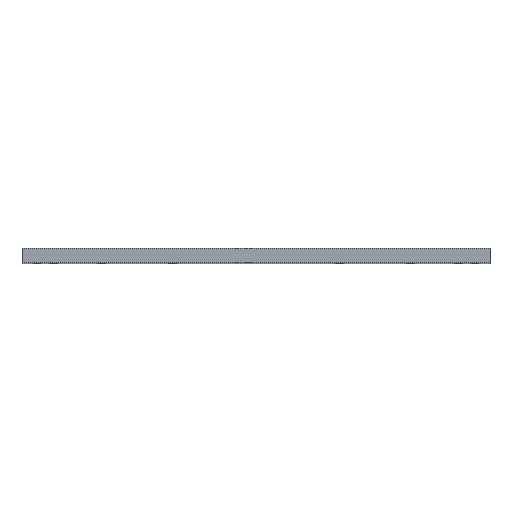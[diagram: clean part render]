
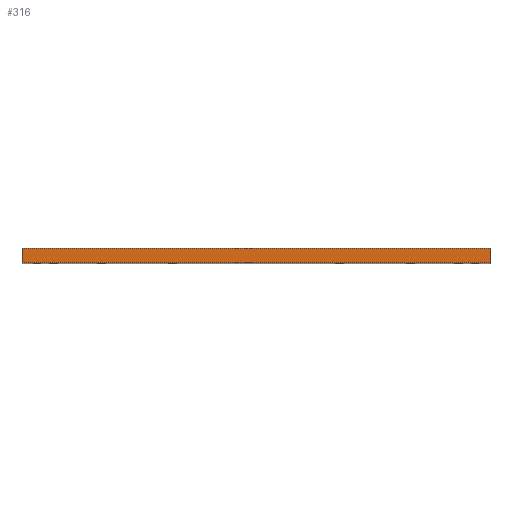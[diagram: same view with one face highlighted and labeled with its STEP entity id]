
A CAD part, top view. The second image highlights one B-rep face of the part: STEP entity #316.
In plain terms, the highlighted planar face has unit normal (0, 0, 1).
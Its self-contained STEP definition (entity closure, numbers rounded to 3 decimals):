
#46 = CARTESIAN_POINT ( 'NONE',  ( 310., 0., 310. ) ) ;
#92 = PLANE ( 'NONE',  #1938 ) ;
#94 = VERTEX_POINT ( 'NONE', #619 ) ;
#119 = VECTOR ( 'NONE', #1895, 1000. ) ;
#159 = EDGE_CURVE ( 'NONE', #958, #358, #2467, .T. ) ;
#284 = FACE_OUTER_BOUND ( 'NONE', #697, .T. ) ;
#316 = ADVANCED_FACE ( 'NONE', ( #284 ), #92, .T. ) ;
#358 = VERTEX_POINT ( 'NONE', #46 ) ;
#490 = EDGE_CURVE ( 'NONE', #94, #358, #722, .T. ) ;
#492 = DIRECTION ( 'NONE',  ( 1., 0., 0. ) ) ;
#499 = DIRECTION ( 'NONE',  ( 1., 0., 0. ) ) ;
#537 = VECTOR ( 'NONE', #1926, 1000. ) ;
#619 = CARTESIAN_POINT ( 'NONE',  ( -310., 0., 310. ) ) ;
#649 = CARTESIAN_POINT ( 'NONE',  ( 310., -19.5, 310. ) ) ;
#664 = CARTESIAN_POINT ( 'NONE',  ( -310., -19.5, 310. ) ) ;
#697 = EDGE_LOOP ( 'NONE', ( #971, #2595, #1055, #2508 ) ) ;
#722 = LINE ( 'NONE', #898, #119 ) ;
#817 = VECTOR ( 'NONE', #492, 1000. ) ;
#857 = DIRECTION ( 'NONE',  ( 0., 1., 0. ) ) ;
#898 = CARTESIAN_POINT ( 'NONE',  ( -310., 0., 310. ) ) ;
#923 = CARTESIAN_POINT ( 'NONE',  ( -310., -19.5, 310. ) ) ;
#958 = VERTEX_POINT ( 'NONE', #2482 ) ;
#971 = ORIENTED_EDGE ( 'NONE', *, *, #490, .F. ) ;
#974 = VERTEX_POINT ( 'NONE', #664 ) ;
#1055 = ORIENTED_EDGE ( 'NONE', *, *, #1919, .T. ) ;
#1295 = CARTESIAN_POINT ( 'NONE',  ( -310., -19.5, 310. ) ) ;
#1359 = LINE ( 'NONE', #1295, #817 ) ;
#1565 = EDGE_CURVE ( 'NONE', #974, #94, #1607, .T. ) ;
#1607 = LINE ( 'NONE', #923, #537 ) ;
#1702 = CARTESIAN_POINT ( 'NONE',  ( -310., -19.5, 310. ) ) ;
#1715 = DIRECTION ( 'NONE',  ( 0., 0., 1. ) ) ;
#1895 = DIRECTION ( 'NONE',  ( 1., 0., 0. ) ) ;
#1919 = EDGE_CURVE ( 'NONE', #974, #958, #1359, .T. ) ;
#1922 = VECTOR ( 'NONE', #857, 1000. ) ;
#1926 = DIRECTION ( 'NONE',  ( 0., 1., 0. ) ) ;
#1938 = AXIS2_PLACEMENT_3D ( 'NONE', #1702, #1715, #499 ) ;
#2467 = LINE ( 'NONE', #649, #1922 ) ;
#2482 = CARTESIAN_POINT ( 'NONE',  ( 310., -19.5, 310. ) ) ;
#2508 = ORIENTED_EDGE ( 'NONE', *, *, #159, .T. ) ;
#2595 = ORIENTED_EDGE ( 'NONE', *, *, #1565, .F. ) ;
